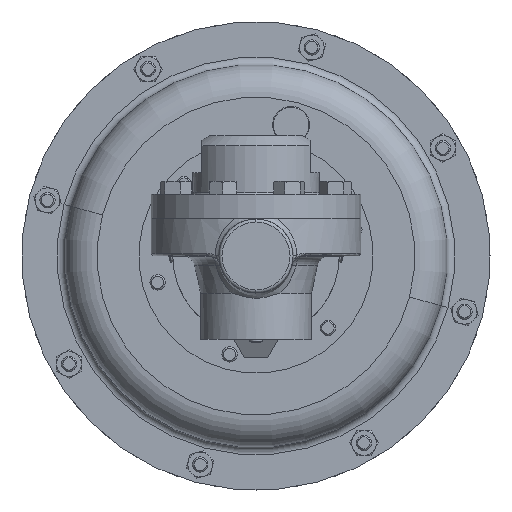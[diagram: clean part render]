
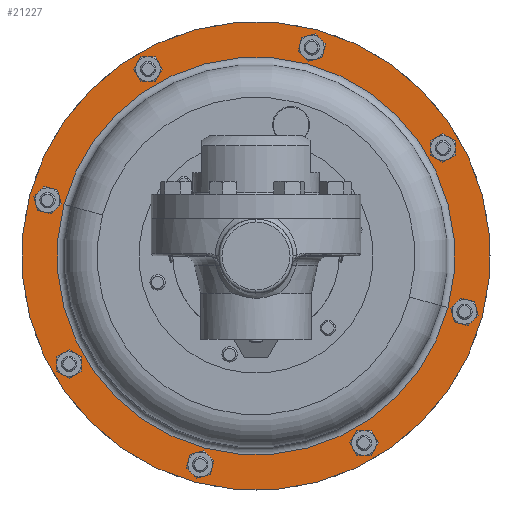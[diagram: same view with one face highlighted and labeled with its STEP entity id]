
A CAD part, front view. The second image highlights one B-rep face of the part: STEP entity #21227.
In plain terms, the highlighted planar face has unit normal (0, -1, 0).
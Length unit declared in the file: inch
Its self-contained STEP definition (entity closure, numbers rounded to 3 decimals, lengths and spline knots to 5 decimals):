
#288 = DIRECTION ( 'NONE',  ( -0.966, 0., 0.259 ) ) ;
#1750 = CARTESIAN_POINT ( 'NONE',  ( 0., 7.7225, 0. ) ) ;
#1783 = DIRECTION ( 'NONE',  ( 0.966, 0., -0.259 ) ) ;
#2629 = EDGE_CURVE ( 'NONE', #4725, #5622, #15680, .T. ) ;
#2665 = CIRCLE ( 'NONE', #21048, 4.75 ) ;
#3328 = AXIS2_PLACEMENT_3D ( 'NONE', #1750, #15825, #3785 ) ;
#3785 = DIRECTION ( 'NONE',  ( -0.966, 0., 0.259 ) ) ;
#4406 = FACE_BOUND ( 'NONE', #16562, .T. ) ;
#4690 = CARTESIAN_POINT ( 'NONE',  ( 0., 7.7225, 0. ) ) ;
#4725 = VERTEX_POINT ( 'NONE', #8429 ) ;
#5515 = VERTEX_POINT ( 'NONE', #11677 ) ;
#5622 = VERTEX_POINT ( 'NONE', #14135 ) ;
#6664 = EDGE_CURVE ( 'NONE', #6719, #5515, #17797, .T. ) ;
#6711 = DIRECTION ( 'NONE',  ( -0.966, 0., 0.259 ) ) ;
#6719 = VERTEX_POINT ( 'NONE', #7942 ) ;
#7249 = DIRECTION ( 'NONE',  ( 0., 1., 0. ) ) ;
#7942 = CARTESIAN_POINT ( 'NONE',  ( -3.89172, 7.7225, 1.04278 ) ) ;
#8063 = EDGE_LOOP ( 'NONE', ( #22483, #15421 ) ) ;
#8429 = CARTESIAN_POINT ( 'NONE',  ( 4.58815, 7.7225, -1.22939 ) ) ;
#10540 = AXIS2_PLACEMENT_3D ( 'NONE', #24386, #12406, #288 ) ;
#11677 = CARTESIAN_POINT ( 'NONE',  ( 3.89172, 7.7225, -1.04278 ) ) ;
#12406 = DIRECTION ( 'NONE',  ( 0., 1., 0. ) ) ;
#13865 = DIRECTION ( 'NONE',  ( 0., -1., 0. ) ) ;
#14135 = CARTESIAN_POINT ( 'NONE',  ( -4.58815, 7.7225, 1.22939 ) ) ;
#14891 = AXIS2_PLACEMENT_3D ( 'NONE', #19308, #7249, #21264 ) ;
#15231 = ORIENTED_EDGE ( 'NONE', *, *, #6664, .T. ) ;
#15421 = ORIENTED_EDGE ( 'NONE', *, *, #2629, .F. ) ;
#15680 = CIRCLE ( 'NONE', #14891, 4.75 ) ;
#15698 = CIRCLE ( 'NONE', #10540, 4.029 ) ;
#15825 = DIRECTION ( 'NONE',  ( 0., 1., 0. ) ) ;
#16094 = ORIENTED_EDGE ( 'NONE', *, *, #19424, .T. ) ;
#16562 = EDGE_LOOP ( 'NONE', ( #15231, #16094 ) ) ;
#17797 = CIRCLE ( 'NONE', #3328, 4.029 ) ;
#18761 = DIRECTION ( 'NONE',  ( 0., 1., 0. ) ) ;
#19308 = CARTESIAN_POINT ( 'NONE',  ( 0., 7.7225, 0. ) ) ;
#19424 = EDGE_CURVE ( 'NONE', #5515, #6719, #15698, .T. ) ;
#20506 = AXIS2_PLACEMENT_3D ( 'NONE', #21812, #13865, #1783 ) ;
#21048 = AXIS2_PLACEMENT_3D ( 'NONE', #4690, #18761, #6711 ) ;
#21227 = ADVANCED_FACE ( 'NONE', ( #4406, #25082 ), #25847, .T. ) ;
#21264 = DIRECTION ( 'NONE',  ( -0.966, 0., 0.259 ) ) ;
#21812 = CARTESIAN_POINT ( 'NONE',  ( 1.22939, 7.7225, 4.58815 ) ) ;
#22483 = ORIENTED_EDGE ( 'NONE', *, *, #24614, .F. ) ;
#24386 = CARTESIAN_POINT ( 'NONE',  ( 0., 7.7225, 0. ) ) ;
#24614 = EDGE_CURVE ( 'NONE', #5622, #4725, #2665, .T. ) ;
#25082 = FACE_OUTER_BOUND ( 'NONE', #8063, .T. ) ;
#25847 = PLANE ( 'NONE',  #20506 ) ;
